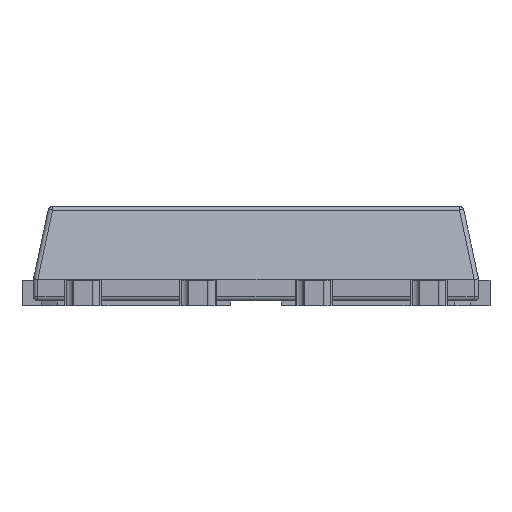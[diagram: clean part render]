
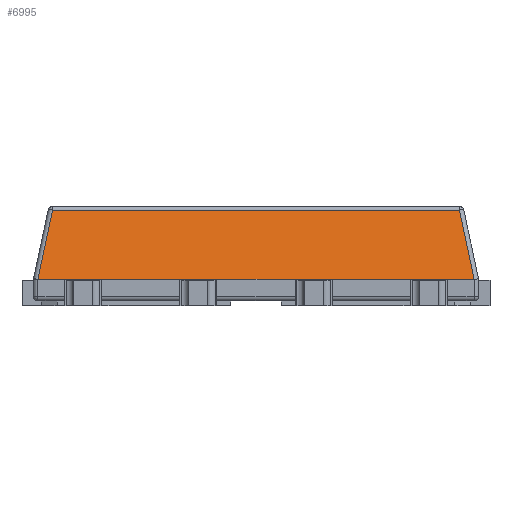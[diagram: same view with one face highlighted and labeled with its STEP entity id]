
A CAD part, left-side view. The second image highlights one B-rep face of the part: STEP entity #6995.
In plain terms, the highlighted planar face has unit normal (-0.978, 0, 0.208).
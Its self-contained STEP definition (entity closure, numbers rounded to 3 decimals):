
#16=ELLIPSE('',#7353,0.24,0.05);
#17=ELLIPSE('',#7363,0.24,0.05);
#406=FACE_OUTER_BOUND('',#783,.T.);
#783=EDGE_LOOP('',(#5490,#5491,#5492,#5493,#5494,#5495));
#1415=LINE('',#10387,#2296);
#1471=LINE('',#10596,#2352);
#1473=LINE('',#10599,#2354);
#1476=LINE('',#10607,#2357);
#2296=VECTOR('',#8462,4.8);
#2352=VECTOR('',#8672,0.794);
#2354=VECTOR('',#8676,4.479);
#2357=VECTOR('',#8687,0.794);
#3015=VERTEX_POINT('',#10384);
#3016=VERTEX_POINT('',#10386);
#3071=VERTEX_POINT('',#10521);
#3078=VERTEX_POINT('',#10543);
#3084=VERTEX_POINT('',#10559);
#3085=VERTEX_POINT('',#10563);
#3821=EDGE_CURVE('',#3016,#3015,#1415,.T.);
#3889=EDGE_CURVE('',#3071,#3015,#16,.T.);
#3899=EDGE_CURVE('',#3016,#3078,#17,.T.);
#3926=EDGE_CURVE('',#3078,#3085,#1471,.T.);
#3928=EDGE_CURVE('',#3085,#3084,#1473,.T.);
#3933=EDGE_CURVE('',#3084,#3071,#1476,.T.);
#5490=ORIENTED_EDGE('',*,*,#3899,.F.);
#5491=ORIENTED_EDGE('',*,*,#3821,.T.);
#5492=ORIENTED_EDGE('',*,*,#3889,.F.);
#5493=ORIENTED_EDGE('',*,*,#3933,.F.);
#5494=ORIENTED_EDGE('',*,*,#3928,.F.);
#5495=ORIENTED_EDGE('',*,*,#3926,.F.);
#6418=PLANE('',#7410);
#6995=ADVANCED_FACE('',(#406),#6418,.T.);
#7353=AXIS2_PLACEMENT_3D('',#10523,#8580,#8581);
#7363=AXIS2_PLACEMENT_3D('',#10544,#8604,#8605);
#7410=AXIS2_PLACEMENT_3D('',#10648,#8728,#8729);
#8462=DIRECTION('',(0.,-1.,0.));
#8580=DIRECTION('center_axis',(0.978,0.,-0.208));
#8581=DIRECTION('ref_axis',(-0.208,0.,-0.978));
#8604=DIRECTION('center_axis',(0.978,0.,-0.208));
#8605=DIRECTION('ref_axis',(-0.208,0.,-0.978));
#8672=DIRECTION('',(0.204,-0.204,0.958));
#8676=DIRECTION('',(0.,-1.,0.));
#8687=DIRECTION('',(-0.204,-0.204,-0.958));
#8728=DIRECTION('center_axis',(-0.978,0.,0.208));
#8729=DIRECTION('ref_axis',(0.208,0.,0.978));
#10384=CARTESIAN_POINT('',(-2.945,-2.4,0.29));
#10386=CARTESIAN_POINT('',(-2.945,2.4,0.29));
#10387=CARTESIAN_POINT('',(-2.945,1.225,0.29));
#10521=CARTESIAN_POINT('',(-2.945,-2.401,0.29));
#10523=CARTESIAN_POINT('Origin',(-2.895,-2.4,0.525));
#10543=CARTESIAN_POINT('',(-2.945,2.401,0.29));
#10544=CARTESIAN_POINT('Origin',(-2.895,2.4,0.525));
#10559=CARTESIAN_POINT('',(-2.783,-2.239,1.05));
#10563=CARTESIAN_POINT('',(-2.783,2.239,1.05));
#10596=CARTESIAN_POINT('',(-2.749,2.205,1.214));
#10599=CARTESIAN_POINT('',(-2.783,0.613,1.05));
#10607=CARTESIAN_POINT('',(-2.759,-2.215,1.166));
#10648=CARTESIAN_POINT('Origin',(-2.86,1.225,0.69));
